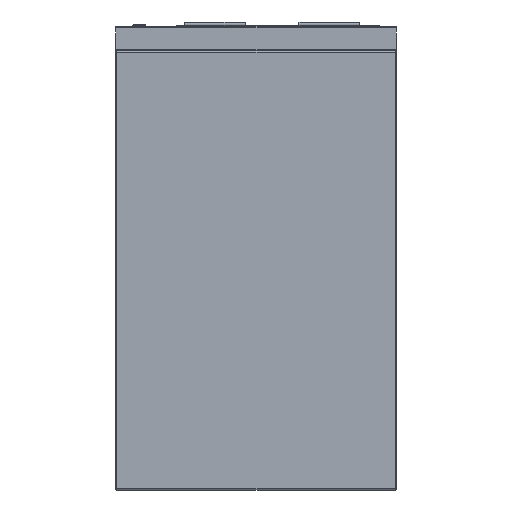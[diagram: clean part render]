
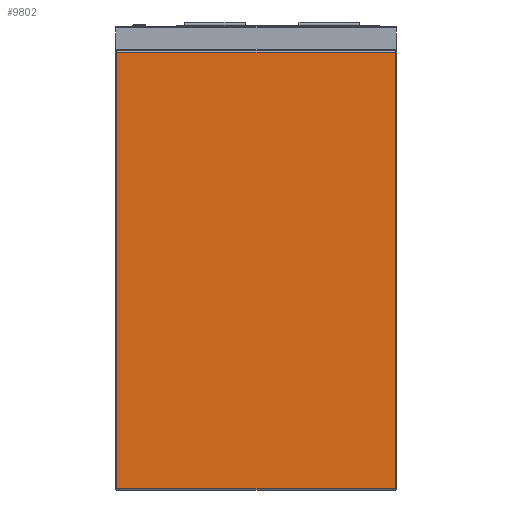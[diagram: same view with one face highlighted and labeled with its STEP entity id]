
A CAD part, left-side view. The second image highlights one B-rep face of the part: STEP entity #9802.
In plain terms, the highlighted planar face has unit normal (-1, 0, 0).
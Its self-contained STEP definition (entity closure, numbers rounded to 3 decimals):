
#155 = CARTESIAN_POINT ( 'NONE',  ( -515., -228., -760. ) ) ;
#1555 = EDGE_LOOP ( 'NONE', ( #10131, #14778, #12260, #12574 ) ) ;
#2225 = AXIS2_PLACEMENT_3D ( 'NONE', #9126, #15128, #17913 ) ;
#2341 = CARTESIAN_POINT ( 'NONE',  ( -515., 228., -42. ) ) ;
#3281 = DIRECTION ( 'NONE',  ( 0., 1., 0. ) ) ;
#4872 = LINE ( 'NONE', #13469, #11962 ) ;
#5144 = VECTOR ( 'NONE', #12313, 1000. ) ;
#6076 = VERTEX_POINT ( 'NONE', #18224 ) ;
#6115 = EDGE_CURVE ( 'NONE', #6076, #16226, #4872, .T. ) ;
#6950 = EDGE_CURVE ( 'NONE', #11316, #6076, #9167, .T. ) ;
#7417 = LINE ( 'NONE', #13431, #14274 ) ;
#9126 = CARTESIAN_POINT ( 'NONE',  ( -515., -230., -760. ) ) ;
#9167 = LINE ( 'NONE', #155, #5144 ) ;
#9802 = ADVANCED_FACE ( 'Fl�che7', ( #11892 ), #10598, .T. ) ;
#10131 = ORIENTED_EDGE ( 'NONE', *, *, #6950, .T. ) ;
#10598 = PLANE ( 'NONE',  #2225 ) ;
#11316 = VERTEX_POINT ( 'NONE', #11397 ) ;
#11397 = CARTESIAN_POINT ( 'NONE',  ( -515., -228., -758. ) ) ;
#11481 = EDGE_CURVE ( 'NONE', #12162, #11316, #7417, .T. ) ;
#11583 = VECTOR ( 'NONE', #14433, 1000. ) ;
#11585 = LINE ( 'NONE', #17603, #11583 ) ;
#11892 = FACE_OUTER_BOUND ( 'NONE', #1555, .T. ) ;
#11962 = VECTOR ( 'NONE', #3281, 1000. ) ;
#12162 = VERTEX_POINT ( 'NONE', #14556 ) ;
#12260 = ORIENTED_EDGE ( 'NONE', *, *, #18701, .T. ) ;
#12313 = DIRECTION ( 'NONE',  ( 0., 0., 1. ) ) ;
#12574 = ORIENTED_EDGE ( 'NONE', *, *, #11481, .T. ) ;
#13431 = CARTESIAN_POINT ( 'NONE',  ( -515., -230., -758. ) ) ;
#13469 = CARTESIAN_POINT ( 'NONE',  ( -515., 230., -42. ) ) ;
#14274 = VECTOR ( 'NONE', #15011, 1000. ) ;
#14433 = DIRECTION ( 'NONE',  ( 0., 0., -1. ) ) ;
#14556 = CARTESIAN_POINT ( 'NONE',  ( -515., 228., -758. ) ) ;
#14778 = ORIENTED_EDGE ( 'NONE', *, *, #6115, .T. ) ;
#15011 = DIRECTION ( 'NONE',  ( 0., -1., 0. ) ) ;
#15128 = DIRECTION ( 'NONE',  ( -1., 0., 0. ) ) ;
#16226 = VERTEX_POINT ( 'NONE', #2341 ) ;
#17603 = CARTESIAN_POINT ( 'NONE',  ( -515., 228., -760. ) ) ;
#17913 = DIRECTION ( 'NONE',  ( 0., 0., 1. ) ) ;
#18224 = CARTESIAN_POINT ( 'NONE',  ( -515., -228., -42. ) ) ;
#18701 = EDGE_CURVE ( 'NONE', #16226, #12162, #11585, .T. ) ;
